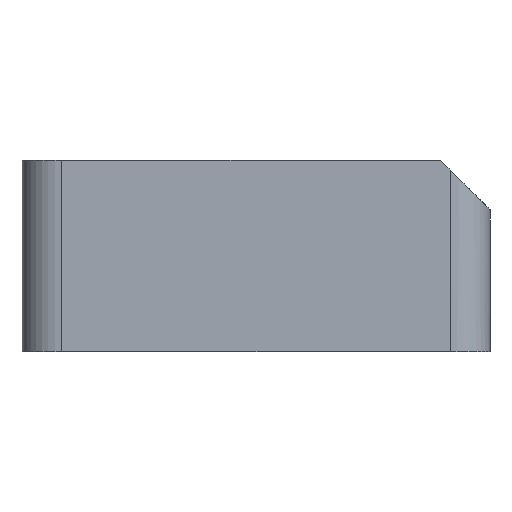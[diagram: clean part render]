
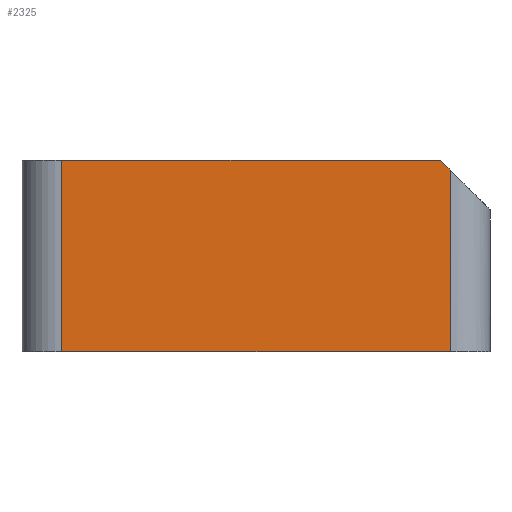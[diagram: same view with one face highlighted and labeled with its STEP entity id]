
A CAD part, left-side view. The second image highlights one B-rep face of the part: STEP entity #2325.
In plain terms, the highlighted planar face has unit normal (-1, 0, 0).
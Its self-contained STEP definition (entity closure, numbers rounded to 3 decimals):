
#851 = VERTEX_POINT('',#852);
#852 = CARTESIAN_POINT('',(-4.,-47.53,20.5));
#858 = EDGE_CURVE('',#859,#851,#861,.T.);
#859 = VERTEX_POINT('',#860);
#860 = CARTESIAN_POINT('',(-4.,-49.53,18.5));
#861 = LINE('',#862,#863);
#862 = CARTESIAN_POINT('',(-4.,-34.161,33.869));
#863 = VECTOR('',#864,1.);
#864 = DIRECTION('',(0.,0.707,0.707));
#965 = EDGE_CURVE('',#966,#851,#968,.T.);
#966 = VERTEX_POINT('',#967);
#967 = CARTESIAN_POINT('',(-4.,28.446,20.5));
#968 = LINE('',#969,#970);
#969 = CARTESIAN_POINT('',(-4.,36.446,20.5));
#970 = VECTOR('',#971,1.);
#971 = DIRECTION('',(0.,-1.,0.));
#2325 = ADVANCED_FACE('',(#2326),#2352,.T.);
#2326 = FACE_BOUND('',#2327,.T.);
#2327 = EDGE_LOOP('',(#2328,#2329,#2330,#2338,#2346));
#2328 = ORIENTED_EDGE('',*,*,#858,.T.);
#2329 = ORIENTED_EDGE('',*,*,#965,.F.);
#2330 = ORIENTED_EDGE('',*,*,#2331,.F.);
#2331 = EDGE_CURVE('',#2332,#966,#2334,.T.);
#2332 = VERTEX_POINT('',#2333);
#2333 = CARTESIAN_POINT('',(-4.,28.446,-18.));
#2334 = LINE('',#2335,#2336);
#2335 = CARTESIAN_POINT('',(-4.,28.446,0.));
#2336 = VECTOR('',#2337,1.);
#2337 = DIRECTION('',(0.,0.,1.));
#2338 = ORIENTED_EDGE('',*,*,#2339,.T.);
#2339 = EDGE_CURVE('',#2332,#2340,#2342,.T.);
#2340 = VERTEX_POINT('',#2341);
#2341 = CARTESIAN_POINT('',(-4.,-49.53,-18.));
#2342 = LINE('',#2343,#2344);
#2343 = CARTESIAN_POINT('',(-4.,36.446,-18.));
#2344 = VECTOR('',#2345,1.);
#2345 = DIRECTION('',(0.,-1.,0.));
#2346 = ORIENTED_EDGE('',*,*,#2347,.F.);
#2347 = EDGE_CURVE('',#859,#2340,#2348,.T.);
#2348 = LINE('',#2349,#2350);
#2349 = CARTESIAN_POINT('',(-4.,-49.53,0.));
#2350 = VECTOR('',#2351,1.);
#2351 = DIRECTION('',(-0.,-0.,-1.));
#2352 = PLANE('',#2353);
#2353 = AXIS2_PLACEMENT_3D('',#2354,#2355,#2356);
#2354 = CARTESIAN_POINT('',(-4.,-10.341,1.149));
#2355 = DIRECTION('',(-1.,-0.,-0.));
#2356 = DIRECTION('',(0.,0.,-1.));
